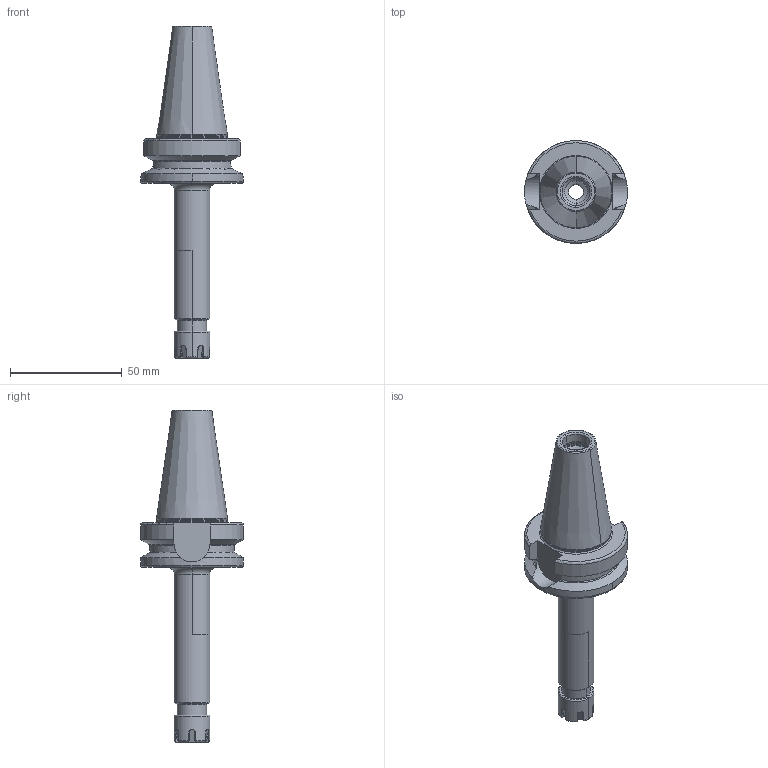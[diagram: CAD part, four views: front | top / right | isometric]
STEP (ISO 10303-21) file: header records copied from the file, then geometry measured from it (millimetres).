
FILE_DESCRIPTION((''),'2;1');
FILE_NAME('305_02_07_1','2020-07-14T',('104091'),(''),'CREO PARAMETRIC BY PTC INC, 2015290','CREO PARAMETRIC BY PTC INC, 2015290','');
FILE_SCHEMA(('CONFIG_CONTROL_DESIGN'));
Length unit declared in the file: millimetre
Products named in the file (1): 305_02_07_1
Bounding box: 46 x 46 x 148.4 mm (x, y, z)
Volume: 60236 mm3; surface area: 17718.5 mm2
Topology: 1 solids, 1 shells, 147 faces, 372 edges, 234 vertices
Faces by surface type: cylinder 44, torus 44, plane 35, cone 20, bspline 4
Entity records: 5059 total; most frequent: CARTESIAN_POINT 1505, DIRECTION 750, ORIENTED_EDGE 744, EDGE_CURVE 372, AXIS2_PLACEMENT_3D 316, VERTEX_POINT 234, CIRCLE 170, EDGE_LOOP 156
